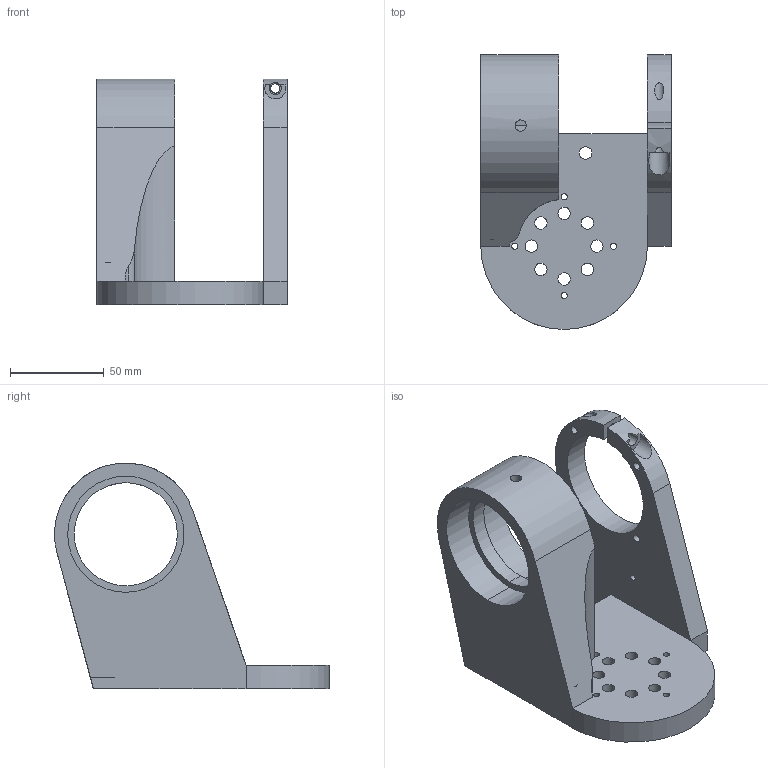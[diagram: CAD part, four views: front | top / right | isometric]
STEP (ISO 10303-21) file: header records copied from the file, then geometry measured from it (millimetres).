
FILE_DESCRIPTION (( 'STEP AP203' ), '1' );
FILE_NAME ('link2_right2.STEP', '2021-02-19T04:56:08', ( '' ), ( '' ), 'SwSTEP 2.0', 'SolidWorks 2020', '' );
FILE_SCHEMA (( 'CONFIG_CONTROL_DESIGN' ));
Length unit declared in the file: millimetre
Products named in the file (1): link2_right2
Bounding box: 101.6 x 146.57 x 120.57 mm (x, y, z)
Volume: 377828.4 mm3; surface area: 77862.9 mm2
Topology: 1 solids, 1 shells, 176 faces, 423 edges, 275 vertices
Faces by surface type: cylinder 113, plane 45, cone 18
Entity records: 5637 total; most frequent: CARTESIAN_POINT 1193, DIRECTION 983, ORIENTED_EDGE 846, EDGE_CURVE 423, AXIS2_PLACEMENT_3D 407, VERTEX_POINT 275, EDGE_LOOP 246, CIRCLE 230
